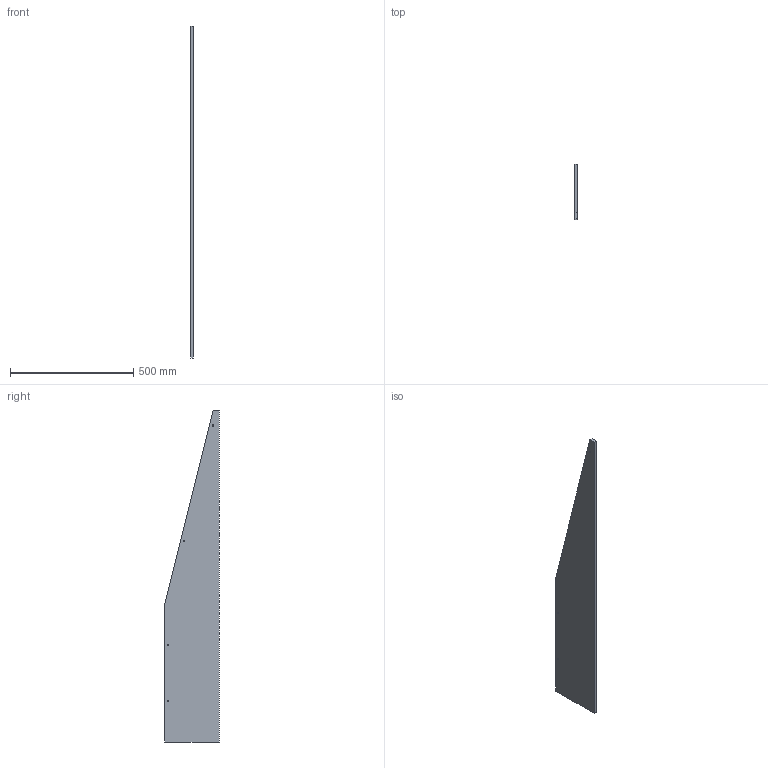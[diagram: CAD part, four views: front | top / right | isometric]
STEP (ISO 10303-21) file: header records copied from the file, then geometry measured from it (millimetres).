
FILE_DESCRIPTION(/* description */ (''),/* implementation_level */ '2;1');
FILE_NAME(/* name */ 'field Side Support v3.ipt.stp',/* time_stamp */ '2014-12-18T16:47:50-08:00',/* author */ ('Autodesk Inc.'),/* organization */ ('Autodesk Inc.'),/* preprocessor_version */ 'ST-DEVELOPER v15.6',/* originating_system */ 'Autodesk Inventor 2015',/* authorisation */ '');
FILE_SCHEMA (('AUTOMOTIVE_DESIGN { 1 0 10303 214 3 1 1 }'));
Length unit declared in the file: inch
Products named in the file (1): field Side Support v3
Bounding box: 12 x 222.25 x 1344.41 mm (x, y, z)
Volume: 2656585.3 mm3; surface area: 479097.6 mm2
Topology: 1 solids, 1 shells, 11 faces, 27 edges, 18 vertices
Faces by surface type: plane 7, cylinder 4
Full cylindrical faces by diameter (mm): 5.334 x4
Entity records: 358 total; most frequent: DIRECTION 55, CARTESIAN_POINT 53, ORIENTED_EDGE 46, EDGE_LOOP 23, EDGE_CURVE 23, AXIS2_PLACEMENT_3D 20, VERTEX_POINT 18, LINE 15
